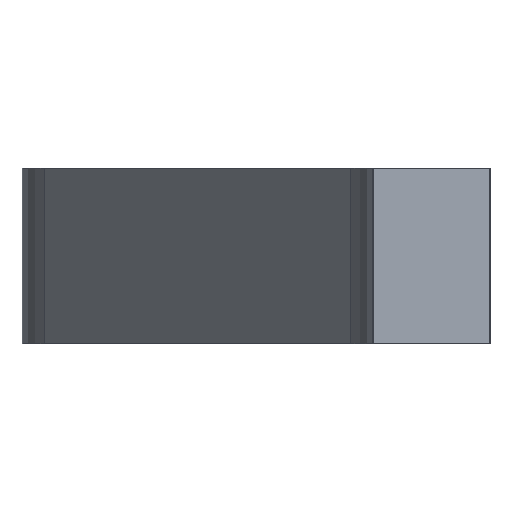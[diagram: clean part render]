
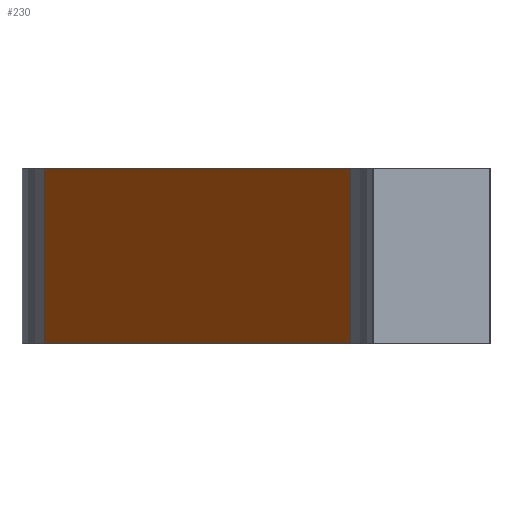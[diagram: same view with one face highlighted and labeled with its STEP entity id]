
A CAD part, left-side view. The second image highlights one B-rep face of the part: STEP entity #230.
In plain terms, the highlighted planar face has unit normal (-0.586, 0.81, 0).
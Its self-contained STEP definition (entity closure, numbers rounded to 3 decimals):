
#4 = CARTESIAN_POINT ( 'NONE',  ( 15.2, 10., 0. ) ) ;
#17 = DIRECTION ( 'NONE',  ( 0., 0., 1. ) ) ;
#21 = DIRECTION ( 'NONE',  ( 0., 0., -1. ) ) ;
#43 = EDGE_CURVE ( 'NONE', #278, #193, #236, .T. ) ;
#46 = VERTEX_POINT ( 'NONE', #446 ) ;
#47 = ORIENTED_EDGE ( 'NONE', *, *, #405, .T. ) ;
#56 = VECTOR ( 'NONE', #151, 1000. ) ;
#58 = FACE_OUTER_BOUND ( 'NONE', #225, .T. ) ;
#60 = CARTESIAN_POINT ( 'NONE',  ( 54.038, 38.102, 15. ) ) ;
#86 = ORIENTED_EDGE ( 'NONE', *, *, #148, .T. ) ;
#115 = VECTOR ( 'NONE', #21, 1000. ) ;
#131 = DIRECTION ( 'NONE',  ( 0.586, -0.81, 0. ) ) ;
#148 = EDGE_CURVE ( 'NONE', #46, #265, #444, .T. ) ;
#151 = DIRECTION ( 'NONE',  ( -0.81, -0.586, 0. ) ) ;
#165 = CARTESIAN_POINT ( 'NONE',  ( 54.038, 38.102, 0. ) ) ;
#166 = AXIS2_PLACEMENT_3D ( 'NONE', #381, #131, #204 ) ;
#193 = VERTEX_POINT ( 'NONE', #165 ) ;
#197 = DIRECTION ( 'NONE',  ( -0.81, -0.586, 0. ) ) ;
#204 = DIRECTION ( 'NONE',  ( 0.81, 0.586, 0. ) ) ;
#225 = EDGE_LOOP ( 'NONE', ( #367, #334, #47, #86 ) ) ;
#230 = ADVANCED_FACE ( 'NONE', ( #58 ), #308, .F. ) ;
#236 = LINE ( 'NONE', #60, #115 ) ;
#260 = CARTESIAN_POINT ( 'NONE',  ( 15.2, 10., 15. ) ) ;
#265 = VERTEX_POINT ( 'NONE', #417 ) ;
#278 = VERTEX_POINT ( 'NONE', #325 ) ;
#308 = PLANE ( 'NONE',  #166 ) ;
#325 = CARTESIAN_POINT ( 'NONE',  ( 54.038, 38.102, 15. ) ) ;
#334 = ORIENTED_EDGE ( 'NONE', *, *, #43, .T. ) ;
#356 = VECTOR ( 'NONE', #17, 1000. ) ;
#362 = LINE ( 'NONE', #4, #56 ) ;
#367 = ORIENTED_EDGE ( 'NONE', *, *, #424, .F. ) ;
#381 = CARTESIAN_POINT ( 'NONE',  ( 15.2, 10., 15. ) ) ;
#383 = VECTOR ( 'NONE', #197, 1000. ) ;
#405 = EDGE_CURVE ( 'NONE', #193, #46, #362, .T. ) ;
#417 = CARTESIAN_POINT ( 'NONE',  ( 17.824, 11.898, 15. ) ) ;
#424 = EDGE_CURVE ( 'NONE', #278, #265, #454, .T. ) ;
#444 = LINE ( 'NONE', #448, #356 ) ;
#446 = CARTESIAN_POINT ( 'NONE',  ( 17.824, 11.898, 0. ) ) ;
#448 = CARTESIAN_POINT ( 'NONE',  ( 17.824, 11.898, 15. ) ) ;
#454 = LINE ( 'NONE', #260, #383 ) ;
